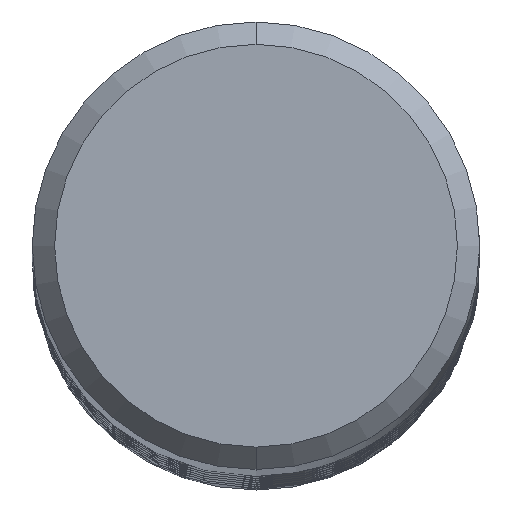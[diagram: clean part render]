
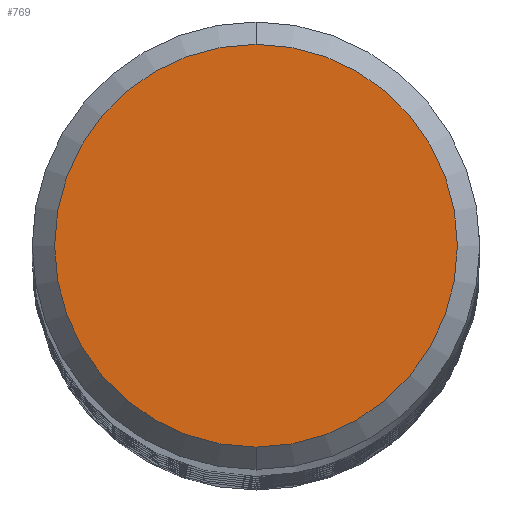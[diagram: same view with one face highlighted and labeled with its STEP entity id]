
A CAD part, top view. The second image highlights one B-rep face of the part: STEP entity #769.
In plain terms, the highlighted planar face has unit normal (0, 0, 1).
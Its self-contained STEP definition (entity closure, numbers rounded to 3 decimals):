
#327=EDGE_CURVE('',#801,#799,#902,.T.);
#455=EDGE_CURVE('',#799,#801,#1040,.T.);
#769=ADVANCED_FACE('',(#1383),#1384,.T.);
#799=VERTEX_POINT('',#1416);
#801=VERTEX_POINT('',#1418);
#902=CIRCLE('',#4857,4.5);
#1040=CIRCLE('',#9723,4.5);
#1383=FACE_OUTER_BOUND('',#15994,.T.);
#1384=PLANE('',#15995);
#1416=CARTESIAN_POINT('',(0.0,4.5,0.0));
#1418=CARTESIAN_POINT('',(0.,-4.5,0.0));
#4857=AXIS2_PLACEMENT_3D('',#18324,#18325,#18326);
#9723=AXIS2_PLACEMENT_3D('',#18450,#18451,#18452);
#15994=EDGE_LOOP('',(#18853,#18854));
#15995=AXIS2_PLACEMENT_3D('',#18855,#18856,#18857);
#18324=CARTESIAN_POINT('',(0.0,0.0,0.0));
#18325=DIRECTION('',(0.0,0.0,-1.0));
#18326=DIRECTION('',(0.0,1.0,0.0));
#18450=CARTESIAN_POINT('',(0.0,0.0,0.0));
#18451=DIRECTION('',(0.0,0.0,-1.0));
#18452=DIRECTION('',(0.0,1.0,0.0));
#18853=ORIENTED_EDGE('',*,*,#455,.F.);
#18854=ORIENTED_EDGE('',*,*,#327,.F.);
#18855=CARTESIAN_POINT('',(0.0,2.25,0.0));
#18856=DIRECTION('',(-0.0,0.0,1.0));
#18857=DIRECTION('',(0.0,-1.0,0.0));
